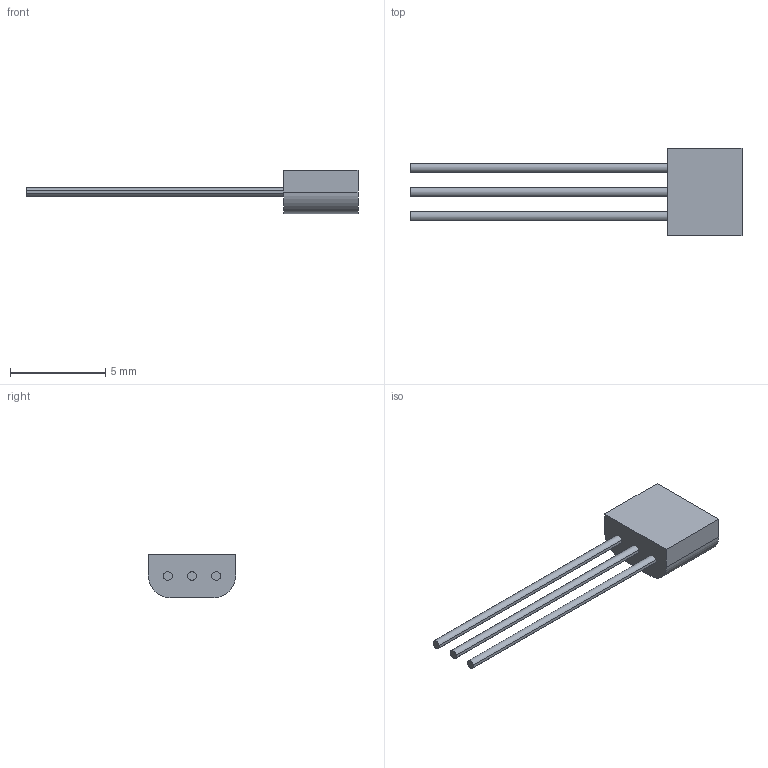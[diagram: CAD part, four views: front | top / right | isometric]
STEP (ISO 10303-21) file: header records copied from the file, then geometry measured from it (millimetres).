
FILE_DESCRIPTION(/* description */ ('Unknown'),/* implementation_level */ '2;1');
FILE_NAME(/* name */ 'E-Line (BULK)',/* time_stamp */ '2023-06-16T11:14:58+08:00',/* author */ ('Unknown'),/* organization */ ('Unknown'),/* preprocessor_version */ 'ST-DEVELOPER v18.102',/* originating_system */ 'Solid Edge',/* authorisation */ 'Unknown');
FILE_SCHEMA (('AUTOMOTIVE_DESIGN {1 0 10303 214 3 1 1}'));
Length unit declared in the file: millimetre
Products named in the file (3): E-Line; CPD; Lead
Assembly tree (2 placements, depth 2):
  E-Line
    CPD
    Lead
Bounding box: 17.4 x 4.57 x 2.28 mm (x, y, z)
Volume: 45.6 mm3; surface area: 135.3 mm2
Topology: 4 solids, 4 shells, 28 faces, 57 edges, 38 vertices
Faces by surface type: plane 19, cylinder 9
Full cylindrical faces by diameter (mm): 1.524 x1
Entity records: 820 total; most frequent: DIRECTION 136, CARTESIAN_POINT 125, ORIENTED_EDGE 112, EDGE_CURVE 56, AXIS2_PLACEMENT_3D 49, LINE 38, VECTOR 38, VERTEX_POINT 38
